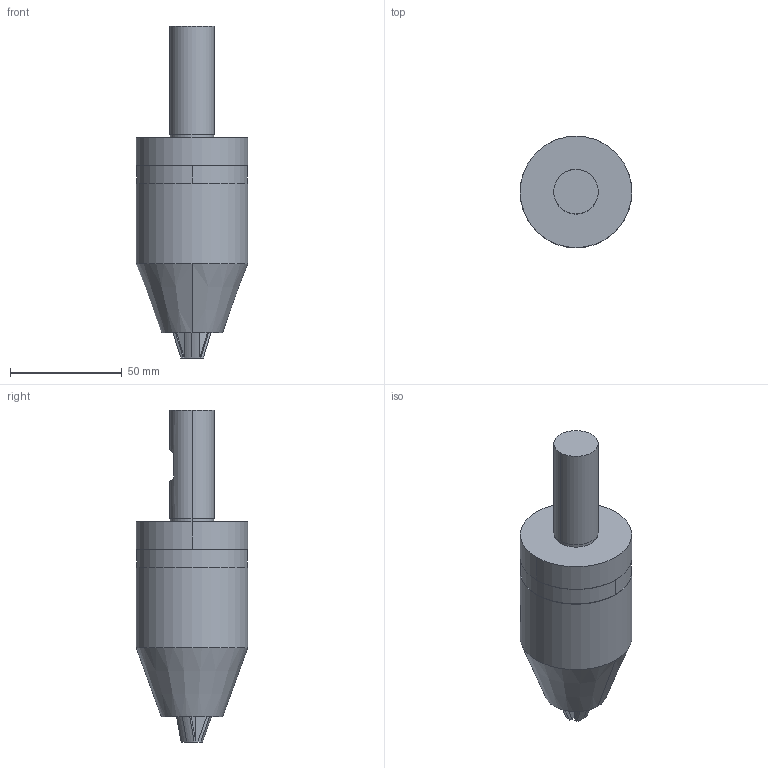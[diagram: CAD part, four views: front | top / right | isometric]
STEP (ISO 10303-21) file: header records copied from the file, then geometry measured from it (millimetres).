
FILE_DESCRIPTION(/* description */ (''),/* implementation_level */ '2;1');
FILE_NAME(/* name */ 'AW.20-DC.16.148.stp',/* time_stamp */ '2024-09-29T15:41:45+02:00',/* author */ (''),/* organization */ (''),/* preprocessor_version */ 'ST-DEVELOPER v16.7',/* originating_system */ 'SIEMENS PLM Software NX 12.0',/* authorisation */ '');
FILE_SCHEMA (('AUTOMOTIVE_DESIGN { 1 0 10303 214 3 1 1 1 }'));
Length unit declared in the file: millimetre
Products named in the file (1): pf664020C5B5gw4f
Bounding box: 50.1 x 50.1 x 148.84 mm (x, y, z)
Volume: 165330 mm3; surface area: 19440.1 mm2
Topology: 1 solids, 1 shells, 53 faces, 129 edges, 86 vertices
Faces by surface type: plane 36, cylinder 15, cone 2
Full cylindrical faces by diameter (mm): 50.1 x1
Entity records: 1632 total; most frequent: CARTESIAN_POINT 300, DIRECTION 265, ORIENTED_EDGE 262, EDGE_CURVE 131, LINE 95, VECTOR 95, VERTEX_POINT 88, AXIS2_PLACEMENT_3D 85
